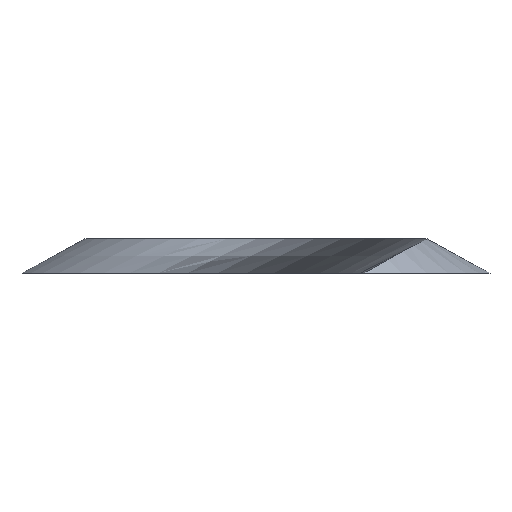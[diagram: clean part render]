
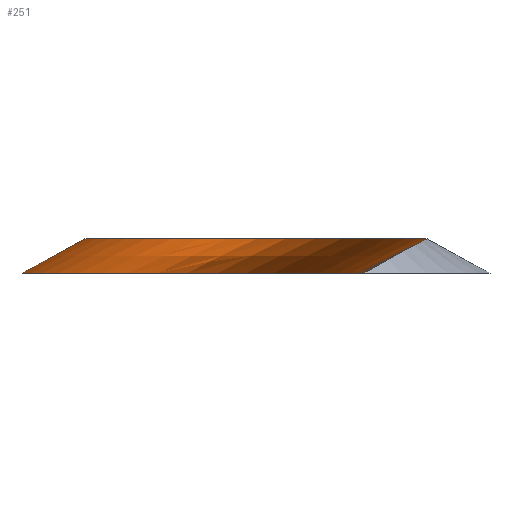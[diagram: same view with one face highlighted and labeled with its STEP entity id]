
A CAD part, left-side view. The second image highlights one B-rep face of the part: STEP entity #251.
In plain terms, the highlighted free-form (B-spline) face has degree [3, 2] with [7, 3] control points.
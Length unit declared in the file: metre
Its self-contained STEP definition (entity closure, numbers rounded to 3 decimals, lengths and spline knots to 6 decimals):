
#17=CIRCLE('',#277,0.015);
#18=CIRCLE('',#278,0.015);
#39=ORIENTED_EDGE('',*,*,#115,.T.);
#40=ORIENTED_EDGE('',*,*,#107,.T.);
#41=ORIENTED_EDGE('',*,*,#116,.F.);
#42=ORIENTED_EDGE('',*,*,#111,.T.);
#107=EDGE_CURVE('',#145,#146,#171,.F.);
#111=EDGE_CURVE('',#149,#150,#175,.F.);
#115=EDGE_CURVE('',#150,#145,#17,.F.);
#116=EDGE_CURVE('',#149,#146,#18,.F.);
#145=VERTEX_POINT('',#405);
#146=VERTEX_POINT('',#406);
#149=VERTEX_POINT('',#491);
#150=VERTEX_POINT('',#492);
#171=B_SPLINE_CURVE_WITH_KNOTS('',3,(#401,#402,#403,#404),.UNSPECIFIED.,
 .F.,.F.,(4,4),(0.,1.),.UNSPECIFIED.);
#175=B_SPLINE_CURVE_WITH_KNOTS('',3,(#487,#488,#489,#490),.UNSPECIFIED.,
 .F.,.F.,(4,4),(0.,1.),.UNSPECIFIED.);
#197=EDGE_LOOP('',(#39,#40,#41,#42));
#219=FACE_BOUND('',#197,.T.);
#241=(
BOUNDED_SURFACE()
B_SPLINE_SURFACE(3,2,((#509,#510,#511),(#512,#513,#514),(#515,#516,#517),
(#518,#519,#520),(#521,#522,#523),(#524,#525,#526),(#527,#528,#529)),
 .UNSPECIFIED.,.F.,.F.,.F.)
B_SPLINE_SURFACE_WITH_KNOTS((4,3,4),(3,3),(0.,0.5,1.),(0.,0.358576),
 .PIECEWISE_BEZIER_KNOTS.)
GEOMETRIC_REPRESENTATION_ITEM()
RATIONAL_B_SPLINE_SURFACE(((1.,0.976,0.986),(0.391,
0.382,0.386),(0.391,0.382,
0.386),(1.,0.976,0.986),(0.391,
0.382,0.386),(0.391,0.382,
0.386),(1.,0.976,0.986)))
REPRESENTATION_ITEM('')
SURFACE()
);
#251=ADVANCED_FACE('',(#219),#241,.T.);
#277=AXIS2_PLACEMENT_3D('',#530,#298,#299);
#278=AXIS2_PLACEMENT_3D('',#531,#300,#301);
#298=DIRECTION('',(0.,0.,1.));
#299=DIRECTION('',(-1.,0.,0.));
#300=DIRECTION('',(0.,0.,1.));
#301=DIRECTION('',(-0.93,0.368,0.));
#401=CARTESIAN_POINT('',(0.000785,0.00271,-0.000001));
#402=CARTESIAN_POINT('',(0.000445,0.002809,0.001001));
#403=CARTESIAN_POINT('',(0.000095,0.002842,0.002003));
#404=CARTESIAN_POINT('',(-0.000265,0.002808,0.003));
#405=CARTESIAN_POINT('',(-0.000265,0.002808,0.003));
#406=CARTESIAN_POINT('',(0.000786,0.00271,0.));
#487=CARTESIAN_POINT('',(-0.000265,-0.002808,0.003));
#488=CARTESIAN_POINT('',(-0.000626,-0.002775,0.002002));
#489=CARTESIAN_POINT('',(-0.000964,-0.002675,0.000998));
#490=CARTESIAN_POINT('',(-0.001278,-0.002515,-0.000001));
#491=CARTESIAN_POINT('',(-0.001279,-0.002514,0.));
#492=CARTESIAN_POINT('',(-0.000265,-0.002808,0.003));
#509=CARTESIAN_POINT('',(-0.000225,-0.00259,0.003));
#510=CARTESIAN_POINT('',(-0.000718,-0.002547,0.001521));
#511=CARTESIAN_POINT('',(-0.001161,-0.002326,-0.000001));
#512=CARTESIAN_POINT('',(-0.004624,-0.02768,0.003));
#513=CARTESIAN_POINT('',(-0.00989,-0.0268,0.001521));
#514=CARTESIAN_POINT('',(-0.014466,-0.024048,-0.000001));
#515=CARTESIAN_POINT('',(-0.03,-0.025472,0.003));
#516=CARTESIAN_POINT('',(-0.034846,-0.019764,0.001521));
#517=CARTESIAN_POINT('',(-0.037258,-0.012675,-0.000001));
#518=CARTESIAN_POINT('',(-0.03,0.,0.003));
#519=CARTESIAN_POINT('',(-0.03,0.005708,0.001521));
#520=CARTESIAN_POINT('',(-0.027904,0.011017,-0.000001));
#521=CARTESIAN_POINT('',(-0.03,0.025472,0.003));
#522=CARTESIAN_POINT('',(-0.025154,0.03118,0.001521));
#523=CARTESIAN_POINT('',(-0.01855,0.034709,-0.000001));
#524=CARTESIAN_POINT('',(-0.004624,0.02768,0.003));
#525=CARTESIAN_POINT('',(0.000642,0.028559,0.001521));
#526=CARTESIAN_POINT('',(0.005864,0.027444,-0.000001));
#527=CARTESIAN_POINT('',(-0.000225,0.00259,0.003));
#528=CARTESIAN_POINT('',(0.000267,0.002633,0.001521));
#529=CARTESIAN_POINT('',(0.000742,0.002492,-0.000001));
#530=CARTESIAN_POINT('',(-0.015,0.,0.003));
#531=CARTESIAN_POINT('',(-0.013947,0.005522,0.));
